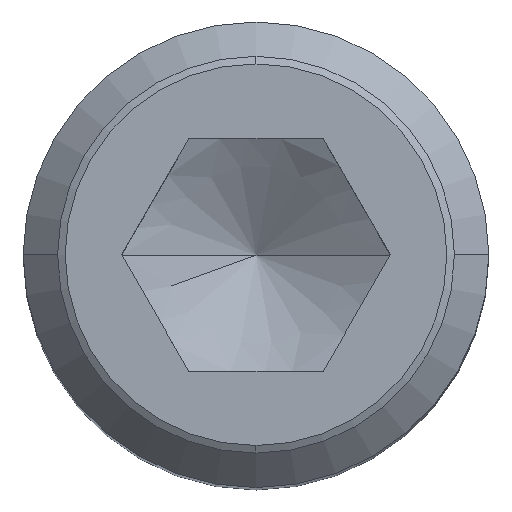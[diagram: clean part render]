
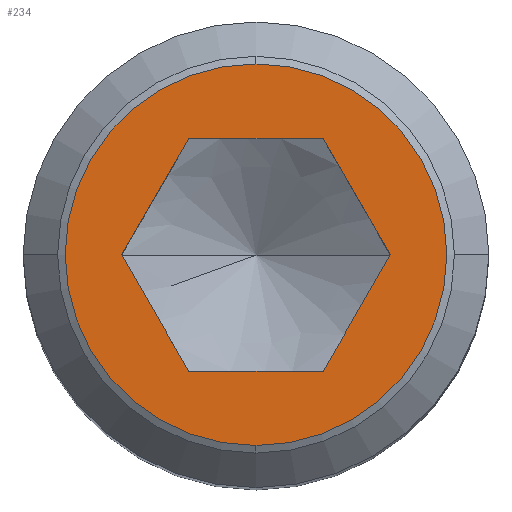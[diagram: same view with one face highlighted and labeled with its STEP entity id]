
A CAD part, top view. The second image highlights one B-rep face of the part: STEP entity #234.
In plain terms, the highlighted planar face has unit normal (0, 0, 1).
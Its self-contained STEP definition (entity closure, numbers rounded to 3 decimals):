
#142=EDGE_CURVE('',#240,#156,#368,.T.);
#156=VERTEX_POINT('',#383);
#168=EDGE_CURVE('',#156,#240,#395,.T.);
#176=EDGE_CURVE('',#302,#210,#404,.T.);
#202=EDGE_CURVE('',#210,#268,#432,.T.);
#208=VERTEX_POINT('',#440);
#210=VERTEX_POINT('',#442);
#234=ADVANCED_FACE('',(#469,#470),#471,.T.);
#240=VERTEX_POINT('',#478);
#242=EDGE_CURVE('',#208,#322,#480,.T.);
#254=EDGE_CURVE('',#268,#208,#493,.T.);
#268=VERTEX_POINT('',#509);
#296=EDGE_CURVE('',#314,#302,#541,.T.);
#302=VERTEX_POINT('',#547);
#310=EDGE_CURVE('',#322,#314,#556,.T.);
#314=VERTEX_POINT('',#560);
#322=VERTEX_POINT('',#570);
#368=CIRCLE('',#609,2.459);
#383=CARTESIAN_POINT('',(0.,-2.459,0.));
#395=CIRCLE('',#659,2.459);
#404=LINE('',#671,#672);
#432=LINE('',#725,#726);
#440=CARTESIAN_POINT('',(1.732,0.0,0.));
#442=CARTESIAN_POINT('',(-0.866,1.5,0.));
#469=FACE_BOUND('',#786,.T.);
#470=FACE_OUTER_BOUND('',#787,.T.);
#471=PLANE('',#788);
#478=CARTESIAN_POINT('',(0.,2.459,0.));
#480=LINE('',#798,#799);
#493=LINE('',#814,#815);
#509=CARTESIAN_POINT('',(0.866,1.5,0.));
#541=LINE('',#880,#881);
#547=CARTESIAN_POINT('',(-1.732,0.0,0.));
#556=LINE('',#903,#904);
#560=CARTESIAN_POINT('',(-0.866,-1.5,0.));
#570=CARTESIAN_POINT('',(0.866,-1.5,0.));
#609=AXIS2_PLACEMENT_3D('',#965,#966,#967);
#659=AXIS2_PLACEMENT_3D('',#996,#997,#998);
#671=CARTESIAN_POINT('',(-1.083,1.125,0.));
#672=VECTOR('',#1009,1.0);
#725=CARTESIAN_POINT('',(0.433,1.5,0.));
#726=VECTOR('',#1038,1.0);
#786=EDGE_LOOP('',(#1081,#1082,#1083,#1084,#1085,#1086));
#787=EDGE_LOOP('',(#1087,#1088));
#788=AXIS2_PLACEMENT_3D('',#1089,#1090,#1091);
#798=CARTESIAN_POINT('',(1.083,-1.125,0.));
#799=VECTOR('',#1101,1.0);
#814=CARTESIAN_POINT('',(1.516,0.375,0.));
#815=VECTOR('',#1113,1.0);
#880=CARTESIAN_POINT('',(-1.516,-0.375,0.));
#881=VECTOR('',#1177,1.0);
#903=CARTESIAN_POINT('',(-0.433,-1.5,0.));
#904=VECTOR('',#1194,1.0);
#965=CARTESIAN_POINT('',(0.,0.,0.));
#966=DIRECTION('',(0.0,0.0,1.0));
#967=DIRECTION('',(0.,1.0,0.0));
#996=CARTESIAN_POINT('',(0.,0.,0.));
#997=DIRECTION('',(0.0,0.0,1.0));
#998=DIRECTION('',(0.,1.0,0.0));
#1009=DIRECTION('',(0.5,0.866,0.));
#1038=DIRECTION('',(1.0,0.0,0.0));
#1081=ORIENTED_EDGE('',*,*,#296,.T.);
#1082=ORIENTED_EDGE('',*,*,#176,.T.);
#1083=ORIENTED_EDGE('',*,*,#202,.T.);
#1084=ORIENTED_EDGE('',*,*,#254,.T.);
#1085=ORIENTED_EDGE('',*,*,#242,.T.);
#1086=ORIENTED_EDGE('',*,*,#310,.T.);
#1087=ORIENTED_EDGE('',*,*,#142,.T.);
#1088=ORIENTED_EDGE('',*,*,#168,.T.);
#1089=CARTESIAN_POINT('',(-2.116,0.,0.));
#1090=DIRECTION('',(0.0,0.0,1.0));
#1091=DIRECTION('',(-1.0,0.,0.0));
#1101=DIRECTION('',(-0.5,-0.866,0.));
#1113=DIRECTION('',(0.5,-0.866,0.));
#1177=DIRECTION('',(-0.5,0.866,0.));
#1194=DIRECTION('',(-1.0,0.0,0.0));
